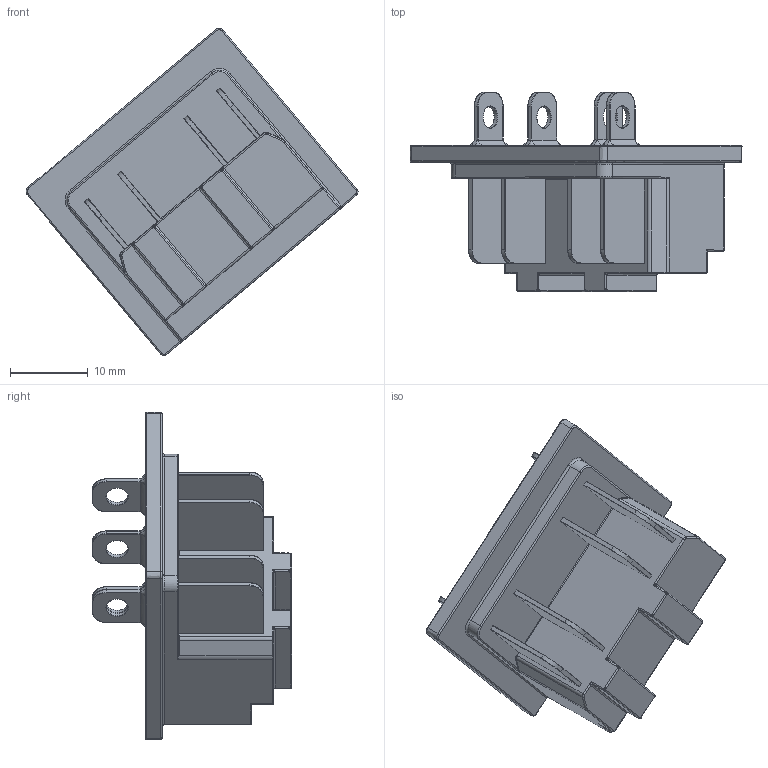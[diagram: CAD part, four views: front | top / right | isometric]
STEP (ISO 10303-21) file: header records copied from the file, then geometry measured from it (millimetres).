
FILE_DESCRIPTION(/* description */ ('','CAx-IF Rec.Pracs.---Representation and Presentation of Product Manufacturing Information (PMI)---4.0---2014-10-13'),/* implementation_level */ '2;1');
FILE_NAME(/* name */ 'M18 Battery Terminal.step',/* time_stamp */ '2025-01-10T18:14:23-05:00',/* author */ (''),/* organization */ (''),/* preprocessor_version */ 'ST-DEVELOPER v20',/* originating_system */ 'Autodesk Translation Framework v13.20.0.188',/* authorisation */ '');
FILE_SCHEMA (('AP242_MANAGED_MODEL_BASED_3D_ENGINEERING_MIM_LF { 1 0 10303 442 1 1 4 }'));
Length unit declared in the file: millimetre
Products named in the file (1): M18 Battery Terminal
Bounding box: 42.78 x 25.68 x 42.17 mm (x, y, z)
Volume: 7491.3 mm3; surface area: 4572.7 mm2
Topology: 1 solids, 1 shells, 319 faces, 762 edges, 434 vertices
Faces by surface type: bspline 190, plane 61, cylinder 58, torus 10
Full cylindrical faces by diameter (mm): 2.8 x4, 7.5 x1
Entity records: 19112 total; most frequent: CARTESIAN_POINT 13191, ORIENTED_EDGE 1492, EDGE_CURVE 746, DIRECTION 638, B_SPLINE_CURVE_WITH_KNOTS 484, VERTEX_POINT 434, EDGE_LOOP 332, FACE_OUTER_BOUND 319
